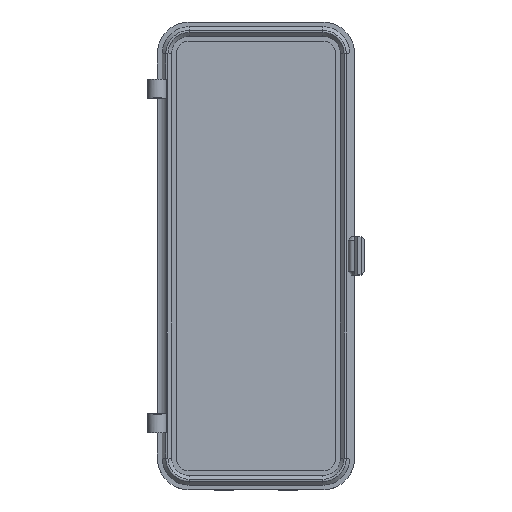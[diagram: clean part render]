
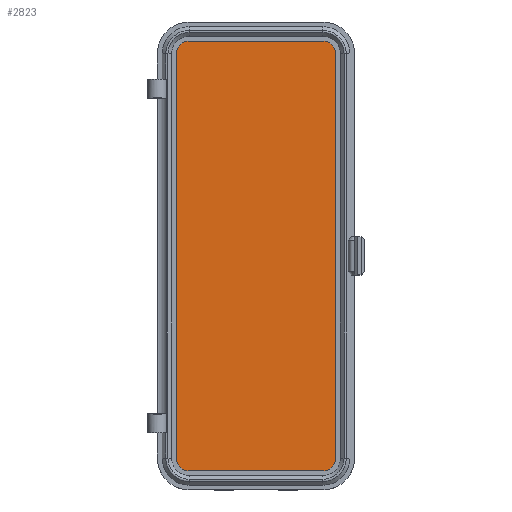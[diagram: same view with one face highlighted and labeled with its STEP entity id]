
A CAD part, top view. The second image highlights one B-rep face of the part: STEP entity #2823.
In plain terms, the highlighted planar face has unit normal (0, 0, 1).
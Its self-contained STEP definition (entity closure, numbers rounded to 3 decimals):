
#130=CIRCLE('',#3067,4.);
#131=CIRCLE('',#3068,4.);
#132=CIRCLE('',#3069,4.);
#133=CIRCLE('',#3070,4.);
#229=FACE_OUTER_BOUND('',#389,.T.);
#389=EDGE_LOOP('',(#2229,#2230,#2231,#2232,#2233,#2234,#2235,#2236));
#644=LINE('',#4488,#970);
#645=LINE('',#4492,#971);
#646=LINE('',#4496,#972);
#647=LINE('',#4500,#973);
#970=VECTOR('',#3643,10.);
#971=VECTOR('',#3646,10.);
#972=VECTOR('',#3649,10.);
#973=VECTOR('',#3652,10.);
#1289=VERTEX_POINT('',#4486);
#1290=VERTEX_POINT('',#4487);
#1291=VERTEX_POINT('',#4489);
#1292=VERTEX_POINT('',#4491);
#1293=VERTEX_POINT('',#4493);
#1294=VERTEX_POINT('',#4495);
#1295=VERTEX_POINT('',#4497);
#1296=VERTEX_POINT('',#4499);
#1626=EDGE_CURVE('',#1289,#1290,#644,.T.);
#1627=EDGE_CURVE('',#1290,#1291,#130,.T.);
#1628=EDGE_CURVE('',#1291,#1292,#645,.T.);
#1629=EDGE_CURVE('',#1292,#1293,#131,.T.);
#1630=EDGE_CURVE('',#1293,#1294,#646,.T.);
#1631=EDGE_CURVE('',#1294,#1295,#132,.T.);
#1632=EDGE_CURVE('',#1295,#1296,#647,.T.);
#1633=EDGE_CURVE('',#1296,#1289,#133,.T.);
#2229=ORIENTED_EDGE('',*,*,#1626,.T.);
#2230=ORIENTED_EDGE('',*,*,#1627,.T.);
#2231=ORIENTED_EDGE('',*,*,#1628,.T.);
#2232=ORIENTED_EDGE('',*,*,#1629,.T.);
#2233=ORIENTED_EDGE('',*,*,#1630,.T.);
#2234=ORIENTED_EDGE('',*,*,#1631,.T.);
#2235=ORIENTED_EDGE('',*,*,#1632,.T.);
#2236=ORIENTED_EDGE('',*,*,#1633,.T.);
#2684=PLANE('',#3066);
#2823=ADVANCED_FACE('',(#229),#2684,.T.);
#3066=AXIS2_PLACEMENT_3D('',#4485,#3641,#3642);
#3067=AXIS2_PLACEMENT_3D('',#4490,#3644,#3645);
#3068=AXIS2_PLACEMENT_3D('',#4494,#3647,#3648);
#3069=AXIS2_PLACEMENT_3D('',#4498,#3650,#3651);
#3070=AXIS2_PLACEMENT_3D('',#4501,#3653,#3654);
#3641=DIRECTION('center_axis',(0.,0.,1.));
#3642=DIRECTION('ref_axis',(1.,0.,0.));
#3643=DIRECTION('',(-1.,0.,0.));
#3644=DIRECTION('center_axis',(0.,0.,1.));
#3645=DIRECTION('ref_axis',(0.,1.,0.));
#3646=DIRECTION('',(0.,-1.,0.));
#3647=DIRECTION('center_axis',(0.,0.,1.));
#3648=DIRECTION('ref_axis',(-1.,0.,0.));
#3649=DIRECTION('',(1.,0.,0.));
#3650=DIRECTION('center_axis',(0.,0.,1.));
#3651=DIRECTION('ref_axis',(0.,-1.,0.));
#3652=DIRECTION('',(0.,1.,0.));
#3653=DIRECTION('center_axis',(0.,0.,1.));
#3654=DIRECTION('ref_axis',(1.,0.,0.));
#4485=CARTESIAN_POINT('Origin',(4.,4.,0.));
#4486=CARTESIAN_POINT('',(46.,135.,0.));
#4487=CARTESIAN_POINT('',(4.,135.,0.));
#4488=CARTESIAN_POINT('',(46.,135.,0.));
#4489=CARTESIAN_POINT('',(0.,131.,0.));
#4490=CARTESIAN_POINT('Origin',(4.,131.,0.));
#4491=CARTESIAN_POINT('',(0.,4.,0.));
#4492=CARTESIAN_POINT('',(0.,131.,0.));
#4493=CARTESIAN_POINT('',(4.,0.,0.));
#4494=CARTESIAN_POINT('Origin',(4.,4.,0.));
#4495=CARTESIAN_POINT('',(46.,0.,0.));
#4496=CARTESIAN_POINT('',(4.,0.,0.));
#4497=CARTESIAN_POINT('',(50.,4.,0.));
#4498=CARTESIAN_POINT('Origin',(46.,4.,0.));
#4499=CARTESIAN_POINT('',(50.,131.,0.));
#4500=CARTESIAN_POINT('',(50.,4.,0.));
#4501=CARTESIAN_POINT('Origin',(46.,131.,0.));
